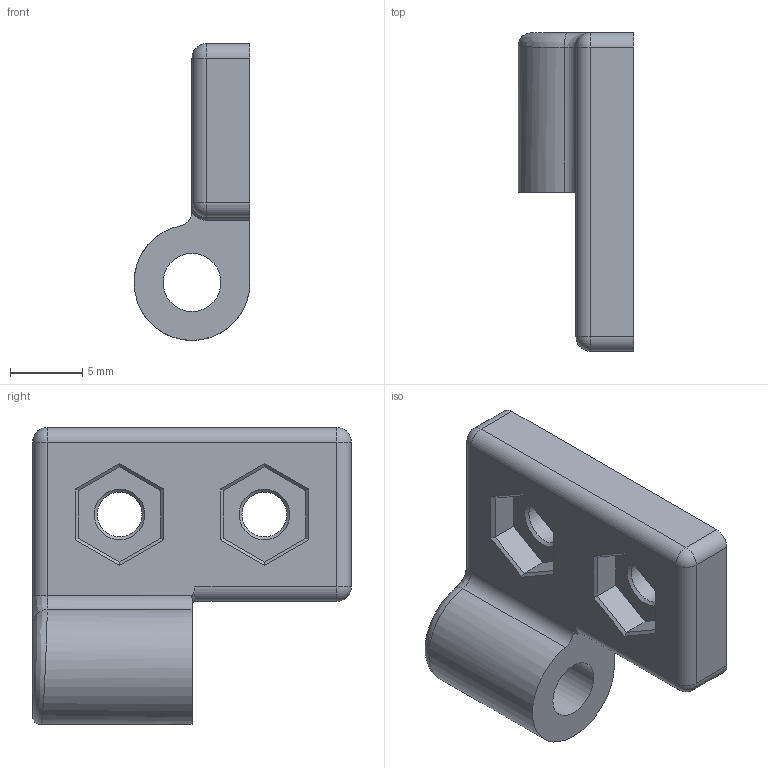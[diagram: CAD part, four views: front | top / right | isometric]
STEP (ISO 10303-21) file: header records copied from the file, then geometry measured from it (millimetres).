
FILE_DESCRIPTION(/* description */ (''),/* implementation_level */ '2;1');
FILE_NAME(/* name */ 'Box_door_hinge2.step',/* time_stamp */ '2017-11-06T16:31:13+11:00',/* author */ ('webmaster0zero'),/* organization */ (''),/* preprocessor_version */ 'ST-DEVELOPER v16.13',/* originating_system */ 'Autodesk Translation Framework v6.5.0.72',/* authorisation */ '');
FILE_SCHEMA (('AUTOMOTIVE_DESIGN { 1 0 10303 214 3 1 1 }'));
Length unit declared in the file: millimetre
Products named in the file (2): MESHmaker_asm; Box_door_hinge2
Assembly tree (1 placements, depth 2):
  MESHmaker_asm
    Box_door_hinge2
Bounding box: 8 x 22 x 20.5 mm (x, y, z)
Volume: 1371.5 mm3; surface area: 1282.1 mm2
Topology: 1 solids, 1 shells, 56 faces, 137 edges, 81 vertices
Faces by surface type: plane 34, cylinder 12, cone 5, sphere 3, bspline 2
Full cylindrical faces by diameter (mm): 3.1 x2, 4 x1
Entity records: 1993 total; most frequent: CARTESIAN_POINT 559, DIRECTION 279, ORIENTED_EDGE 266, EDGE_CURVE 133, LINE 93, VECTOR 93, AXIS2_PLACEMENT_3D 93, VERTEX_POINT 81
